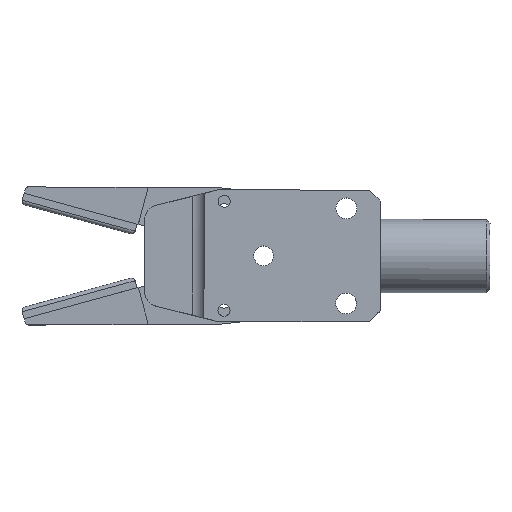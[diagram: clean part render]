
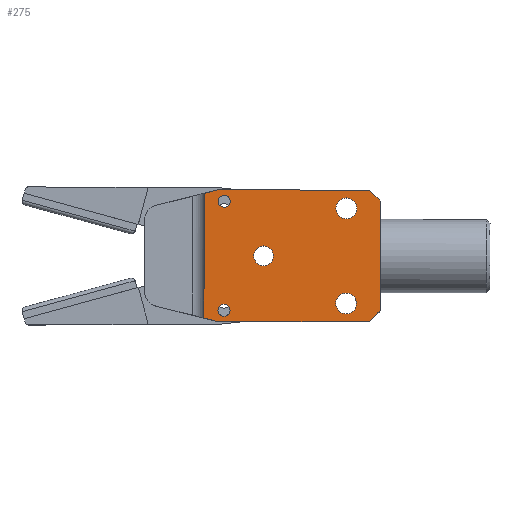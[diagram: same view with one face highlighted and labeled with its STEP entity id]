
A CAD part, top view. The second image highlights one B-rep face of the part: STEP entity #275.
In plain terms, the highlighted planar face has unit normal (0, 0, 1).
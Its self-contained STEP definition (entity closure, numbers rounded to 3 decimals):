
#275=ADVANCED_FACE('',(#592,#593,#594,#595,#596,#597),#598,.F.);
#592=FACE_BOUND('',#1023,.T.);
#593=FACE_BOUND('',#1024,.T.);
#594=FACE_BOUND('',#1025,.T.);
#595=FACE_BOUND('',#1026,.T.);
#596=FACE_BOUND('',#1027,.T.);
#597=FACE_OUTER_BOUND('',#1028,.T.);
#598=PLANE('',#1029);
#1023=EDGE_LOOP('',(#1480));
#1024=EDGE_LOOP('',(#1481));
#1025=EDGE_LOOP('',(#1482));
#1026=EDGE_LOOP('',(#1483));
#1027=EDGE_LOOP('',(#1484));
#1028=EDGE_LOOP('',(#1485,#1486,#1487,#1488,#1489,#1490,#1491,#1492,#1493));
#1029=AXIS2_PLACEMENT_3D('',#1494,#1495,#1496);
#1480=ORIENTED_EDGE('',*,*,#2460,.F.);
#1481=ORIENTED_EDGE('',*,*,#2461,.F.);
#1482=ORIENTED_EDGE('',*,*,#2462,.T.);
#1483=ORIENTED_EDGE('',*,*,#2463,.T.);
#1484=ORIENTED_EDGE('',*,*,#2464,.T.);
#1485=ORIENTED_EDGE('',*,*,#2465,.T.);
#1486=ORIENTED_EDGE('',*,*,#2466,.T.);
#1487=ORIENTED_EDGE('',*,*,#2467,.T.);
#1488=ORIENTED_EDGE('',*,*,#2468,.T.);
#1489=ORIENTED_EDGE('',*,*,#2469,.F.);
#1490=ORIENTED_EDGE('',*,*,#2470,.T.);
#1491=ORIENTED_EDGE('',*,*,#2471,.T.);
#1492=ORIENTED_EDGE('',*,*,#2472,.T.);
#1493=ORIENTED_EDGE('',*,*,#2473,.T.);
#1494=CARTESIAN_POINT('',(0.0,0.0,5.0));
#1495=DIRECTION('',(0.0,0.0,-1.0));
#1496=DIRECTION('',(0.0,-1.0,0.0));
#2460=EDGE_CURVE('',#2875,#2875,#2876,.F.);
#2461=EDGE_CURVE('',#2877,#2877,#2878,.F.);
#2462=EDGE_CURVE('',#2879,#2879,#2880,.T.);
#2463=EDGE_CURVE('',#2881,#2881,#2882,.T.);
#2464=EDGE_CURVE('',#2883,#2883,#2884,.T.);
#2465=EDGE_CURVE('',#2885,#2886,#2887,.T.);
#2466=EDGE_CURVE('',#2886,#2888,#2889,.T.);
#2467=EDGE_CURVE('',#2888,#2890,#2891,.T.);
#2468=EDGE_CURVE('',#2890,#2892,#2893,.T.);
#2469=EDGE_CURVE('',#2894,#2892,#2895,.T.);
#2470=EDGE_CURVE('',#2894,#2896,#2897,.T.);
#2471=EDGE_CURVE('',#2896,#2898,#2899,.T.);
#2472=EDGE_CURVE('',#2898,#2900,#2901,.T.);
#2473=EDGE_CURVE('',#2900,#2885,#2902,.T.);
#2875=VERTEX_POINT('',#3606);
#2876=CIRCLE('',#3607,0.825);
#2877=VERTEX_POINT('',#3608);
#2878=CIRCLE('',#3609,0.825);
#2879=VERTEX_POINT('',#3610);
#2880=CIRCLE('',#3611,1.425);
#2881=VERTEX_POINT('',#3612);
#2882=CIRCLE('',#3613,1.425);
#2883=VERTEX_POINT('',#3614);
#2884=CIRCLE('',#3615,1.35);
#2885=VERTEX_POINT('',#3616);
#2886=VERTEX_POINT('',#3617);
#2887=LINE('',#3618,#3619);
#2888=VERTEX_POINT('',#3620);
#2889=LINE('',#3621,#3622);
#2890=VERTEX_POINT('',#3623);
#2891=LINE('',#3624,#3625);
#2892=VERTEX_POINT('',#3626);
#2893=LINE('',#3627,#3628);
#2894=VERTEX_POINT('',#3629);
#2895=LINE('',#3630,#3631);
#2896=VERTEX_POINT('',#3632);
#2897=LINE('',#3633,#3634);
#2898=VERTEX_POINT('',#3635);
#2899=LINE('',#3636,#3637);
#2900=VERTEX_POINT('',#3638);
#2901=LINE('',#3639,#3640);
#2902=LINE('',#3641,#3642);
#3606=CARTESIAN_POINT('',(-9.975,7.45,5.0));
#3607=AXIS2_PLACEMENT_3D('',#4304,#4305,#4306);
#3608=CARTESIAN_POINT('',(-9.975,-7.45,5.0));
#3609=AXIS2_PLACEMENT_3D('',#4307,#4308,#4309);
#3610=CARTESIAN_POINT('',(6.125,-6.5,5.0));
#3611=AXIS2_PLACEMENT_3D('',#4310,#4311,#4312);
#3612=CARTESIAN_POINT('',(6.125,6.5,5.0));
#3613=AXIS2_PLACEMENT_3D('',#4313,#4314,#4315);
#3614=CARTESIAN_POINT('',(-5.1,0.0,5.0));
#3615=AXIS2_PLACEMENT_3D('',#4316,#4317,#4318);
#3616=CARTESIAN_POINT('',(12.2,0.,5.0));
#3617=CARTESIAN_POINT('',(12.2,7.5,5.0));
#3618=CARTESIAN_POINT('',(12.2,9.0,5.0));
#3619=VECTOR('',#4319,1.0);
#3620=CARTESIAN_POINT('',(10.7,9.0,5.0));
#3621=CARTESIAN_POINT('',(12.2,7.5,5.0));
#3622=VECTOR('',#4320,1.0);
#3623=CARTESIAN_POINT('',(-10.0,9.0,5.0));
#3624=CARTESIAN_POINT('',(-10.0,9.0,5.0));
#3625=VECTOR('',#4321,1.0);
#3626=CARTESIAN_POINT('',(-11.888,8.528,5.0));
#3627=CARTESIAN_POINT('',(-10.0,9.0,5.0));
#3628=VECTOR('',#4322,1.0);
#3629=CARTESIAN_POINT('',(-11.888,-8.528,5.0));
#3630=CARTESIAN_POINT('',(-11.888,-9.001,5.0));
#3631=VECTOR('',#4323,1.0);
#3632=CARTESIAN_POINT('',(-10.0,-9.0,5.0));
#3633=CARTESIAN_POINT('',(-10.0,-9.0,5.0));
#3634=VECTOR('',#4324,1.0);
#3635=CARTESIAN_POINT('',(10.7,-9.0,5.0));
#3636=CARTESIAN_POINT('',(-10.0,-9.0,5.0));
#3637=VECTOR('',#4325,1.0);
#3638=CARTESIAN_POINT('',(12.2,-7.5,5.0));
#3639=CARTESIAN_POINT('',(10.7,-9.0,5.0));
#3640=VECTOR('',#4326,1.0);
#3641=CARTESIAN_POINT('',(12.2,9.0,5.0));
#3642=VECTOR('',#4327,1.0);
#4304=CARTESIAN_POINT('',(-9.15,7.45,5.0));
#4305=DIRECTION('',(0.0,0.0,-1.0));
#4306=DIRECTION('',(-1.0,0.0,0.0));
#4307=CARTESIAN_POINT('',(-9.15,-7.45,5.0));
#4308=DIRECTION('',(0.0,0.0,-1.0));
#4309=DIRECTION('',(-1.0,0.0,0.0));
#4310=CARTESIAN_POINT('',(7.55,-6.5,5.0));
#4311=DIRECTION('',(0.0,0.0,-1.0));
#4312=DIRECTION('',(-1.0,0.0,0.0));
#4313=CARTESIAN_POINT('',(7.55,6.5,5.0));
#4314=DIRECTION('',(0.0,0.0,-1.0));
#4315=DIRECTION('',(-1.0,0.0,0.0));
#4316=CARTESIAN_POINT('',(-3.75,0.0,5.0));
#4317=DIRECTION('',(0.0,0.0,-1.0));
#4318=DIRECTION('',(-1.0,0.0,0.0));
#4319=DIRECTION('',(0.,1.0,0.0));
#4320=DIRECTION('',(-0.707,0.707,0.0));
#4321=DIRECTION('',(-1.0,0.,0.0));
#4322=DIRECTION('',(-0.97,-0.243,0.0));
#4323=DIRECTION('',(0.0,1.0,0.0));
#4324=DIRECTION('',(0.97,-0.243,0.0));
#4325=DIRECTION('',(1.0,0.,0.0));
#4326=DIRECTION('',(0.707,0.707,0.0));
#4327=DIRECTION('',(0.,1.0,0.0));
